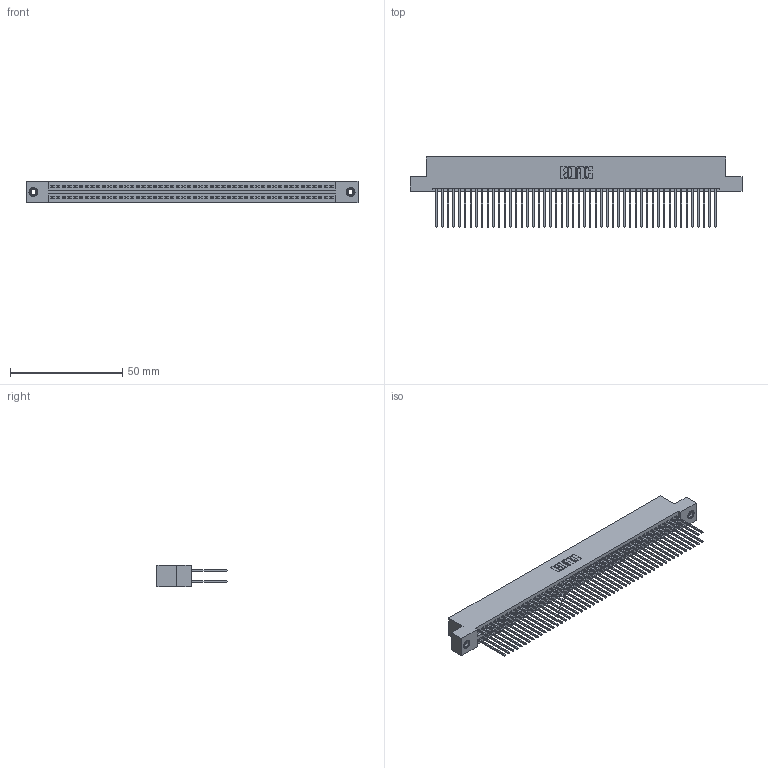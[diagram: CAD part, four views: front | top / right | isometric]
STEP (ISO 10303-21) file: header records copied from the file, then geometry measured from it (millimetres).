
FILE_DESCRIPTION (( 'STEP AP203' ), '1' );
FILE_NAME ('345-100-542-208.STEP', '2019-11-02T16:02:31', ( '' ), ( '' ), 'SwSTEP 2.0', 'SolidWorks 2016', '' );
FILE_SCHEMA (( 'CONFIG_CONTROL_DESIGN' ));
Length unit declared in the file: inch
Products named in the file (4): 345-292-001_345-293-142; 345 Part_Flush Mounting Lugs - 0.156 Dia-TI; 345-250-001_345-250-003-102; 345-100-542-208
Assembly tree (103 placements, depth 2):
  345-100-542-208
    345 Part_Flush Mounting Lugs - 0.156 Dia-TI
    345-292-001_345-293-142  x100
    345-250-001_345-250-003-102  x2
Bounding box: 148.21 x 31.29 x 9.4 mm (x, y, z)
Volume: 14931.1 mm3; surface area: 24417.5 mm2
Topology: 103 solids, 103 shells, 5186 faces, 15377 edges, 10110 vertices
Faces by surface type: plane 3412, cylinder 1758, cone 12, torus 4
Entity records: 39358 total; most frequent: CARTESIAN_POINT 6571, ORIENTED_EDGE 6498, DIRECTION 5811, EDGE_CURVE 3249, LINE 2897, VECTOR 2897, VERTEX_POINT 2160, AXIS2_PLACEMENT_3D 1457
